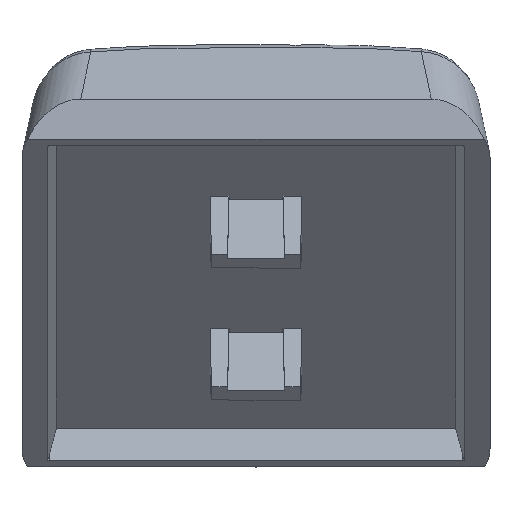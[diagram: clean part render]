
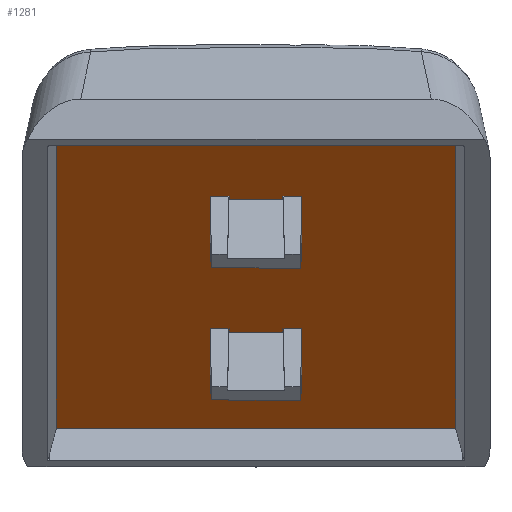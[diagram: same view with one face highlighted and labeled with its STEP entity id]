
A CAD part, front view. The second image highlights one B-rep face of the part: STEP entity #1281.
In plain terms, the highlighted planar face has unit normal (0, -0.749, -0.663).
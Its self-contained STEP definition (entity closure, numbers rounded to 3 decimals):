
#71=FACE_BOUND('',#198,.T.);
#72=FACE_BOUND('',#199,.T.);
#124=FACE_OUTER_BOUND('',#197,.T.);
#197=EDGE_LOOP('',(#1071,#1072,#1073,#1074));
#198=EDGE_LOOP('',(#1075,#1076,#1077,#1078,#1079,#1080,#1081,#1082,#1083,
#1084,#1085,#1086));
#199=EDGE_LOOP('',(#1087,#1088,#1089,#1090,#1091,#1092,#1093,#1094,#1095,
#1096,#1097,#1098));
#258=LINE('',#1802,#403);
#261=LINE('',#1807,#406);
#264=LINE('',#1813,#409);
#272=LINE('',#1830,#417);
#275=LINE('',#1835,#420);
#277=LINE('',#1839,#422);
#279=LINE('',#1843,#424);
#299=LINE('',#1902,#444);
#302=LINE('',#1907,#447);
#304=LINE('',#1910,#449);
#306=LINE('',#1914,#451);
#307=LINE('',#1917,#452);
#310=LINE('',#1923,#455);
#312=LINE('',#1927,#457);
#315=LINE('',#1932,#460);
#317=LINE('',#1936,#462);
#319=LINE('',#1940,#464);
#320=LINE('',#1942,#465);
#323=LINE('',#1948,#468);
#324=LINE('',#1951,#469);
#327=LINE('',#1957,#472);
#330=LINE('',#1963,#475);
#333=LINE('',#1969,#478);
#336=LINE('',#1974,#481);
#347=LINE('',#2033,#492);
#353=LINE('',#2044,#498);
#357=LINE('',#2052,#502);
#360=LINE('',#2057,#505);
#403=VECTOR('',#1458,10.);
#406=VECTOR('',#1463,10.);
#409=VECTOR('',#1468,10.);
#417=VECTOR('',#1480,10.);
#420=VECTOR('',#1485,10.);
#422=VECTOR('',#1489,10.);
#424=VECTOR('',#1493,10.);
#444=VECTOR('',#1549,10.);
#447=VECTOR('',#1554,10.);
#449=VECTOR('',#1558,10.);
#451=VECTOR('',#1562,10.);
#452=VECTOR('',#1565,10.);
#455=VECTOR('',#1570,10.);
#457=VECTOR('',#1574,10.);
#460=VECTOR('',#1579,10.);
#462=VECTOR('',#1583,10.);
#464=VECTOR('',#1587,10.);
#465=VECTOR('',#1590,10.);
#468=VECTOR('',#1595,10.);
#469=VECTOR('',#1598,10.);
#472=VECTOR('',#1603,10.);
#475=VECTOR('',#1608,10.);
#478=VECTOR('',#1613,10.);
#481=VECTOR('',#1618,10.);
#492=VECTOR('',#1647,10.);
#498=VECTOR('',#1657,10.);
#502=VECTOR('',#1665,10.);
#505=VECTOR('',#1672,10.);
#549=VERTEX_POINT('',#1799);
#550=VERTEX_POINT('',#1801);
#551=VERTEX_POINT('',#1805);
#553=VERTEX_POINT('',#1811);
#559=VERTEX_POINT('',#1827);
#560=VERTEX_POINT('',#1829);
#561=VERTEX_POINT('',#1833);
#562=VERTEX_POINT('',#1837);
#563=VERTEX_POINT('',#1841);
#583=VERTEX_POINT('',#1900);
#584=VERTEX_POINT('',#1901);
#585=VERTEX_POINT('',#1906);
#586=VERTEX_POINT('',#1912);
#587=VERTEX_POINT('',#1916);
#589=VERTEX_POINT('',#1922);
#590=VERTEX_POINT('',#1926);
#591=VERTEX_POINT('',#1930);
#592=VERTEX_POINT('',#1934);
#593=VERTEX_POINT('',#1938);
#595=VERTEX_POINT('',#1946);
#596=VERTEX_POINT('',#1950);
#598=VERTEX_POINT('',#1956);
#600=VERTEX_POINT('',#1962);
#602=VERTEX_POINT('',#1968);
#613=VERTEX_POINT('',#2030);
#614=VERTEX_POINT('',#2032);
#617=VERTEX_POINT('',#2042);
#619=VERTEX_POINT('',#2050);
#668=EDGE_CURVE('',#550,#549,#258,.T.);
#671=EDGE_CURVE('',#549,#551,#261,.T.);
#674=EDGE_CURVE('',#551,#553,#264,.T.);
#682=EDGE_CURVE('',#560,#559,#272,.T.);
#685=EDGE_CURVE('',#559,#561,#275,.T.);
#687=EDGE_CURVE('',#561,#562,#277,.T.);
#689=EDGE_CURVE('',#562,#563,#279,.T.);
#717=EDGE_CURVE('',#583,#584,#299,.T.);
#720=EDGE_CURVE('',#585,#583,#302,.T.);
#722=EDGE_CURVE('',#553,#585,#304,.T.);
#724=EDGE_CURVE('',#563,#586,#306,.T.);
#725=EDGE_CURVE('',#587,#560,#307,.T.);
#728=EDGE_CURVE('',#584,#589,#310,.T.);
#730=EDGE_CURVE('',#589,#590,#312,.T.);
#733=EDGE_CURVE('',#590,#591,#315,.T.);
#735=EDGE_CURVE('',#591,#592,#317,.T.);
#737=EDGE_CURVE('',#592,#593,#319,.T.);
#738=EDGE_CURVE('',#593,#550,#320,.T.);
#741=EDGE_CURVE('',#586,#595,#323,.T.);
#742=EDGE_CURVE('',#595,#596,#324,.T.);
#745=EDGE_CURVE('',#596,#598,#327,.T.);
#748=EDGE_CURVE('',#598,#600,#330,.T.);
#751=EDGE_CURVE('',#600,#602,#333,.T.);
#754=EDGE_CURVE('',#602,#587,#336,.T.);
#771=EDGE_CURVE('',#614,#613,#347,.T.);
#777=EDGE_CURVE('',#613,#617,#353,.T.);
#781=EDGE_CURVE('',#617,#619,#357,.T.);
#784=EDGE_CURVE('',#619,#614,#360,.T.);
#1071=ORIENTED_EDGE('',*,*,#777,.T.);
#1072=ORIENTED_EDGE('',*,*,#781,.T.);
#1073=ORIENTED_EDGE('',*,*,#784,.T.);
#1074=ORIENTED_EDGE('',*,*,#771,.T.);
#1075=ORIENTED_EDGE('',*,*,#668,.T.);
#1076=ORIENTED_EDGE('',*,*,#671,.T.);
#1077=ORIENTED_EDGE('',*,*,#674,.T.);
#1078=ORIENTED_EDGE('',*,*,#722,.T.);
#1079=ORIENTED_EDGE('',*,*,#720,.T.);
#1080=ORIENTED_EDGE('',*,*,#717,.T.);
#1081=ORIENTED_EDGE('',*,*,#728,.T.);
#1082=ORIENTED_EDGE('',*,*,#730,.T.);
#1083=ORIENTED_EDGE('',*,*,#733,.T.);
#1084=ORIENTED_EDGE('',*,*,#735,.T.);
#1085=ORIENTED_EDGE('',*,*,#737,.T.);
#1086=ORIENTED_EDGE('',*,*,#738,.T.);
#1087=ORIENTED_EDGE('',*,*,#725,.T.);
#1088=ORIENTED_EDGE('',*,*,#682,.T.);
#1089=ORIENTED_EDGE('',*,*,#685,.T.);
#1090=ORIENTED_EDGE('',*,*,#687,.T.);
#1091=ORIENTED_EDGE('',*,*,#689,.T.);
#1092=ORIENTED_EDGE('',*,*,#724,.T.);
#1093=ORIENTED_EDGE('',*,*,#741,.T.);
#1094=ORIENTED_EDGE('',*,*,#742,.T.);
#1095=ORIENTED_EDGE('',*,*,#745,.T.);
#1096=ORIENTED_EDGE('',*,*,#748,.T.);
#1097=ORIENTED_EDGE('',*,*,#751,.T.);
#1098=ORIENTED_EDGE('',*,*,#754,.T.);
#1222=PLANE('',#1389);
#1281=ADVANCED_FACE('',(#124,#71,#72),#1222,.T.);
#1389=AXIS2_PLACEMENT_3D('',#2059,#1675,#1676);
#1458=DIRECTION('',(0.,0.663,-0.749));
#1463=DIRECTION('',(-1.,0.,0.));
#1468=DIRECTION('',(0.,-0.663,0.749));
#1480=DIRECTION('',(-1.,0.,0.));
#1485=DIRECTION('',(0.,-0.663,0.749));
#1489=DIRECTION('',(-1.,0.,0.));
#1493=DIRECTION('',(0.,0.663,-0.749));
#1549=DIRECTION('',(1.,0.,0.));
#1554=DIRECTION('',(0.,0.663,-0.749));
#1558=DIRECTION('',(1.,0.,0.));
#1562=DIRECTION('',(-1.,0.,0.));
#1565=DIRECTION('',(0.,0.663,-0.749));
#1570=DIRECTION('',(0.,-0.663,0.749));
#1574=DIRECTION('',(1.,0.,0.));
#1579=DIRECTION('',(0.,0.663,-0.749));
#1583=DIRECTION('',(-1.,0.,0.));
#1587=DIRECTION('',(0.,-0.663,0.749));
#1590=DIRECTION('',(-1.,0.,0.));
#1595=DIRECTION('',(0.,-0.663,0.749));
#1598=DIRECTION('',(1.,0.,0.));
#1603=DIRECTION('',(0.,0.663,-0.749));
#1608=DIRECTION('',(1.,0.,0.));
#1613=DIRECTION('',(0.,-0.663,0.749));
#1618=DIRECTION('',(1.,0.,0.));
#1647=DIRECTION('',(0.,-0.663,0.749));
#1657=DIRECTION('',(-1.,0.,0.));
#1665=DIRECTION('',(0.,0.663,-0.749));
#1672=DIRECTION('',(1.,0.,0.));
#1675=DIRECTION('center_axis',(0.,-0.749,-0.663));
#1676=DIRECTION('ref_axis',(-1.,0.,0.));
#1799=CARTESIAN_POINT('',(28.127,6.92,3.581));
#1801=CARTESIAN_POINT('',(28.127,6.816,3.698));
#1802=CARTESIAN_POINT('',(28.127,7.98,2.382));
#1805=CARTESIAN_POINT('',(27.508,6.92,3.581));
#1807=CARTESIAN_POINT('',(31.93,6.92,3.581));
#1811=CARTESIAN_POINT('',(27.508,6.096,4.512));
#1813=CARTESIAN_POINT('',(27.508,8.032,2.324));
#1827=CARTESIAN_POINT('',(29.883,3.11,7.887));
#1829=CARTESIAN_POINT('',(30.502,3.11,7.887));
#1830=CARTESIAN_POINT('',(33.118,3.11,7.887));
#1833=CARTESIAN_POINT('',(29.883,3.006,8.004));
#1835=CARTESIAN_POINT('',(29.883,6.127,4.477));
#1837=CARTESIAN_POINT('',(28.127,3.006,8.004));
#1839=CARTESIAN_POINT('',(32.805,3.006,8.004));
#1841=CARTESIAN_POINT('',(28.127,3.11,7.887));
#1843=CARTESIAN_POINT('',(28.127,6.075,4.535));
#1900=CARTESIAN_POINT('',(28.127,6.2,4.395));
#1901=CARTESIAN_POINT('',(29.883,6.2,4.395));
#1902=CARTESIAN_POINT('',(31.93,6.2,4.395));
#1906=CARTESIAN_POINT('',(28.127,6.096,4.512));
#1907=CARTESIAN_POINT('',(28.127,7.618,2.792));
#1910=CARTESIAN_POINT('',(31.618,6.096,4.512));
#1912=CARTESIAN_POINT('',(27.508,3.11,7.887));
#1914=CARTESIAN_POINT('',(31.93,3.11,7.887));
#1916=CARTESIAN_POINT('',(30.502,2.286,8.818));
#1917=CARTESIAN_POINT('',(30.502,5.713,4.945));
#1922=CARTESIAN_POINT('',(29.883,6.096,4.512));
#1923=CARTESIAN_POINT('',(29.883,7.67,2.733));
#1926=CARTESIAN_POINT('',(30.502,6.096,4.512));
#1927=CARTESIAN_POINT('',(32.805,6.096,4.512));
#1930=CARTESIAN_POINT('',(30.502,6.92,3.581));
#1932=CARTESIAN_POINT('',(30.502,7.618,2.792));
#1934=CARTESIAN_POINT('',(29.883,6.92,3.581));
#1936=CARTESIAN_POINT('',(33.118,6.92,3.581));
#1938=CARTESIAN_POINT('',(29.883,6.816,3.698));
#1940=CARTESIAN_POINT('',(29.883,8.032,2.324));
#1942=CARTESIAN_POINT('',(32.805,6.816,3.698));
#1946=CARTESIAN_POINT('',(27.508,2.286,8.818));
#1948=CARTESIAN_POINT('',(27.508,6.127,4.477));
#1950=CARTESIAN_POINT('',(28.127,2.286,8.818));
#1951=CARTESIAN_POINT('',(31.618,2.286,8.818));
#1956=CARTESIAN_POINT('',(28.127,2.39,8.701));
#1957=CARTESIAN_POINT('',(28.127,5.713,4.945));
#1962=CARTESIAN_POINT('',(29.883,2.39,8.701));
#1963=CARTESIAN_POINT('',(31.93,2.39,8.701));
#1968=CARTESIAN_POINT('',(29.883,2.286,8.818));
#1969=CARTESIAN_POINT('',(29.883,5.765,4.887));
#1974=CARTESIAN_POINT('',(32.805,2.286,8.818));
#2030=CARTESIAN_POINT('',(35.504,0.247,11.123));
#2032=CARTESIAN_POINT('',(35.504,8.959,1.276));
#2033=CARTESIAN_POINT('',(35.504,0.097,11.292));
#2042=CARTESIAN_POINT('',(22.506,0.247,11.123));
#2044=CARTESIAN_POINT('',(22.28,0.247,11.123));
#2050=CARTESIAN_POINT('',(22.506,8.959,1.276));
#2052=CARTESIAN_POINT('',(22.506,9.109,1.107));
#2057=CARTESIAN_POINT('',(35.73,8.959,1.276));
#2059=CARTESIAN_POINT('Origin',(35.73,9.142,1.069));
